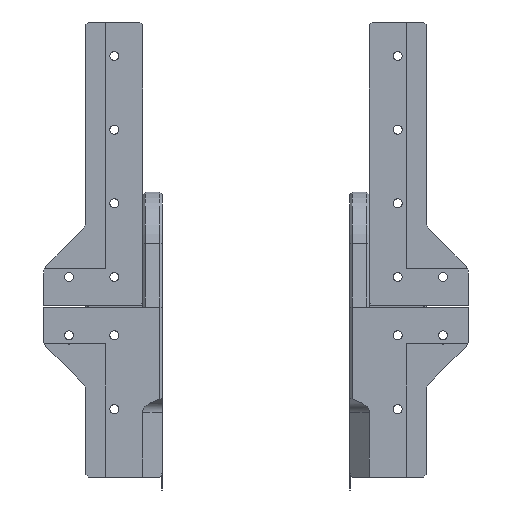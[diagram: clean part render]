
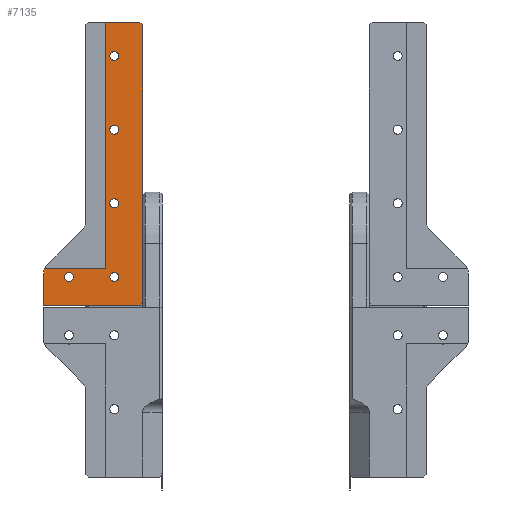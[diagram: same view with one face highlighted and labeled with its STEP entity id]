
A CAD part, left-side view. The second image highlights one B-rep face of the part: STEP entity #7135.
In plain terms, the highlighted planar face has unit normal (-1, 0, 0).
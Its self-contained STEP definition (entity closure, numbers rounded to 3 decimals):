
#106=FACE_BOUND('',#875,.T.);
#107=FACE_BOUND('',#876,.T.);
#108=FACE_BOUND('',#877,.T.);
#109=FACE_BOUND('',#878,.T.);
#110=FACE_BOUND('',#879,.T.);
#174=PLANE('',#7620);
#453=FACE_OUTER_BOUND('',#874,.T.);
#874=EDGE_LOOP('',(#5191,#5192,#5193,#5194,#5195,#5196,#5197,#5198,#5199));
#875=EDGE_LOOP('',(#5200));
#876=EDGE_LOOP('',(#5201));
#877=EDGE_LOOP('',(#5202));
#878=EDGE_LOOP('',(#5203));
#879=EDGE_LOOP('',(#5204));
#1270=CIRCLE('',#7602,4.);
#1277=CIRCLE('',#7621,1.6);
#1278=CIRCLE('',#7622,1.6);
#1279=CIRCLE('',#7623,1.6);
#1280=CIRCLE('',#7624,1.6);
#1281=CIRCLE('',#7625,1.6);
#1760=LINE('',#13550,#2374);
#1761=LINE('',#13553,#2375);
#1768=LINE('',#13571,#2382);
#1774=LINE('',#13582,#2388);
#1803=LINE('',#13666,#2417);
#1804=LINE('',#13668,#2418);
#1820=LINE('',#14136,#2434);
#1823=LINE('',#14140,#2437);
#2374=VECTOR('',#8304,10.);
#2375=VECTOR('',#8307,10.);
#2382=VECTOR('',#8326,10.);
#2388=VECTOR('',#8334,10.);
#2417=VECTOR('',#8413,10.);
#2418=VECTOR('',#8416,10.);
#2434=VECTOR('',#8460,10.);
#2437=VECTOR('',#8465,10.);
#3044=VERTEX_POINT('',#13540);
#3048=VERTEX_POINT('',#13548);
#3049=VERTEX_POINT('',#13552);
#3054=VERTEX_POINT('',#13570);
#3058=VERTEX_POINT('',#13580);
#3082=VERTEX_POINT('',#13656);
#3083=VERTEX_POINT('',#13658);
#3085=VERTEX_POINT('',#13664);
#3105=VERTEX_POINT('',#14135);
#3106=VERTEX_POINT('',#14141);
#3107=VERTEX_POINT('',#14143);
#3108=VERTEX_POINT('',#14145);
#3109=VERTEX_POINT('',#14147);
#3110=VERTEX_POINT('',#14149);
#3788=EDGE_CURVE('',#3044,#3048,#1760,.T.);
#3789=EDGE_CURVE('',#3049,#3048,#1761,.T.);
#3798=EDGE_CURVE('',#3044,#3054,#1768,.T.);
#3804=EDGE_CURVE('',#3049,#3058,#1774,.T.);
#3841=EDGE_CURVE('',#3082,#3083,#1270,.T.);
#3845=EDGE_CURVE('',#3085,#3082,#1803,.T.);
#3846=EDGE_CURVE('',#3054,#3085,#1804,.T.);
#3879=EDGE_CURVE('',#3105,#3083,#1820,.T.);
#3882=EDGE_CURVE('',#3058,#3105,#1823,.T.);
#3883=EDGE_CURVE('',#3106,#3106,#1277,.T.);
#3884=EDGE_CURVE('',#3107,#3107,#1278,.T.);
#3885=EDGE_CURVE('',#3108,#3108,#1279,.T.);
#3886=EDGE_CURVE('',#3109,#3109,#1280,.T.);
#3887=EDGE_CURVE('',#3110,#3110,#1281,.T.);
#5191=ORIENTED_EDGE('',*,*,#3798,.F.);
#5192=ORIENTED_EDGE('',*,*,#3788,.T.);
#5193=ORIENTED_EDGE('',*,*,#3789,.F.);
#5194=ORIENTED_EDGE('',*,*,#3804,.T.);
#5195=ORIENTED_EDGE('',*,*,#3882,.T.);
#5196=ORIENTED_EDGE('',*,*,#3879,.T.);
#5197=ORIENTED_EDGE('',*,*,#3841,.F.);
#5198=ORIENTED_EDGE('',*,*,#3845,.F.);
#5199=ORIENTED_EDGE('',*,*,#3846,.F.);
#5200=ORIENTED_EDGE('',*,*,#3883,.T.);
#5201=ORIENTED_EDGE('',*,*,#3884,.T.);
#5202=ORIENTED_EDGE('',*,*,#3885,.T.);
#5203=ORIENTED_EDGE('',*,*,#3886,.T.);
#5204=ORIENTED_EDGE('',*,*,#3887,.T.);
#7135=ADVANCED_FACE('',(#453,#106,#107,#108,#109,#110),#174,.T.);
#7602=AXIS2_PLACEMENT_3D('',#13659,#8405,#8406);
#7620=AXIS2_PLACEMENT_3D('',#14139,#8463,#8464);
#7621=AXIS2_PLACEMENT_3D('',#14142,#8466,#8467);
#7622=AXIS2_PLACEMENT_3D('',#14144,#8468,#8469);
#7623=AXIS2_PLACEMENT_3D('',#14146,#8470,#8471);
#7624=AXIS2_PLACEMENT_3D('',#14148,#8472,#8473);
#7625=AXIS2_PLACEMENT_3D('',#14150,#8474,#8475);
#8304=DIRECTION('',(0.,0.,1.));
#8307=DIRECTION('',(0.,-0.707,-0.707));
#8326=DIRECTION('',(0.,0.707,-0.707));
#8334=DIRECTION('',(0.,1.,0.));
#8405=DIRECTION('center_axis',(1.,0.,0.));
#8406=DIRECTION('ref_axis',(0.,0.924,0.383));
#8413=DIRECTION('',(0.,0.,1.));
#8416=DIRECTION('',(0.,1.,0.));
#8460=DIRECTION('',(0.,1.,0.));
#8463=DIRECTION('center_axis',(-1.,0.,0.));
#8464=DIRECTION('ref_axis',(0.,0.,1.));
#8465=DIRECTION('',(0.,0.,-1.));
#8466=DIRECTION('center_axis',(1.,0.,0.));
#8467=DIRECTION('ref_axis',(0.,-1.,0.));
#8468=DIRECTION('center_axis',(1.,0.,0.));
#8469=DIRECTION('ref_axis',(0.,-1.,0.));
#8470=DIRECTION('center_axis',(1.,0.,0.));
#8471=DIRECTION('ref_axis',(0.,-1.,0.));
#8472=DIRECTION('center_axis',(1.,0.,0.));
#8473=DIRECTION('ref_axis',(0.,-1.,0.));
#8474=DIRECTION('center_axis',(1.,0.,0.));
#8475=DIRECTION('ref_axis',(0.,-1.,0.));
#13540=CARTESIAN_POINT('',(-22.,0.,-19.));
#13548=CARTESIAN_POINT('',(-22.,0.,79.));
#13550=CARTESIAN_POINT('',(-22.,0.,-20.));
#13552=CARTESIAN_POINT('',(-22.,1.,80.));
#13553=CARTESIAN_POINT('',(-22.,-24.5,54.5));
#13570=CARTESIAN_POINT('',(-22.,1.,-20.));
#13571=CARTESIAN_POINT('',(-22.,0.5,-19.5));
#13580=CARTESIAN_POINT('',(-22.,13.,80.));
#13582=CARTESIAN_POINT('',(-22.,0.,80.));
#13656=CARTESIAN_POINT('',(-22.,35.,-8.657));
#13658=CARTESIAN_POINT('',(-22.,34.641,-7.));
#13659=CARTESIAN_POINT('Origin',(-22.,31.,-8.657));
#13664=CARTESIAN_POINT('',(-22.,35.,-20.));
#13666=CARTESIAN_POINT('',(-22.,35.,-20.));
#13668=CARTESIAN_POINT('',(-22.,0.,-20.));
#14135=CARTESIAN_POINT('',(-22.,13.,-7.));
#14136=CARTESIAN_POINT('',(-22.,6.5,-7.));
#14139=CARTESIAN_POINT('Origin',(-22.,0.,-20.));
#14140=CARTESIAN_POINT('',(-22.,13.,30.));
#14141=CARTESIAN_POINT('',(-22.,27.6,-10.));
#14142=CARTESIAN_POINT('Origin',(-22.,26.,-10.));
#14143=CARTESIAN_POINT('',(-22.,11.6,-10.));
#14144=CARTESIAN_POINT('Origin',(-22.,10.,-10.));
#14145=CARTESIAN_POINT('',(-22.,11.6,68.));
#14146=CARTESIAN_POINT('Origin',(-22.,10.,68.));
#14147=CARTESIAN_POINT('',(-22.,11.6,16.));
#14148=CARTESIAN_POINT('Origin',(-22.,10.,16.));
#14149=CARTESIAN_POINT('',(-22.,11.6,42.));
#14150=CARTESIAN_POINT('Origin',(-22.,10.,42.));
